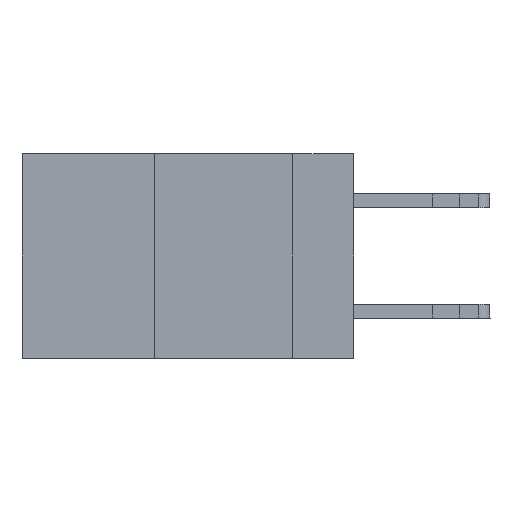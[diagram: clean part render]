
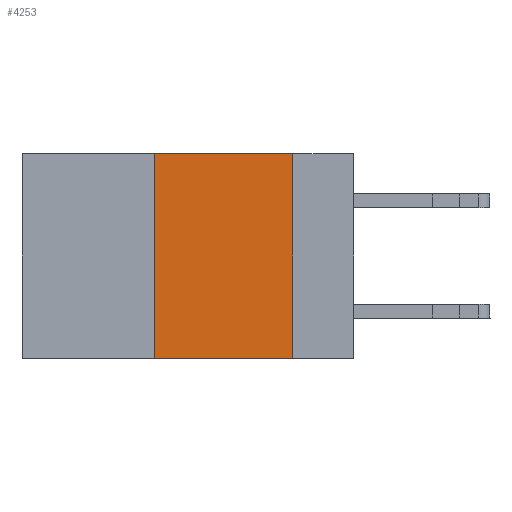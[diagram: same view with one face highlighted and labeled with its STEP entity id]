
A CAD part, left-side view. The second image highlights one B-rep face of the part: STEP entity #4253.
In plain terms, the highlighted planar face has unit normal (-1, 0, 0).
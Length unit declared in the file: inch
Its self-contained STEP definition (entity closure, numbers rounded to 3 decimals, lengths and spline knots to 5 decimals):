
#672 = LINE ( 'NONE', #3343, #20027 ) ;
#1488 = CARTESIAN_POINT ( 'NONE',  ( 0., 0.36, 0. ) ) ;
#1600 = VECTOR ( 'NONE', #13850, 39.37008 ) ;
#1952 = EDGE_CURVE ( 'NONE', #3598, #29329, #13807, .T. ) ;
#3343 = CARTESIAN_POINT ( 'NONE',  ( 0., 0.11, 0. ) ) ;
#3598 = VERTEX_POINT ( 'NONE', #21826 ) ;
#3995 = CARTESIAN_POINT ( 'NONE',  ( 0., 0.6, 0. ) ) ;
#4253 = ADVANCED_FACE ( 'NONE', ( #17870 ), #15510, .F. ) ;
#5963 = LINE ( 'NONE', #8493, #10625 ) ;
#8244 = DIRECTION ( 'NONE',  ( 1., 0., 0. ) ) ;
#8493 = CARTESIAN_POINT ( 'NONE',  ( 0., 0.36, 0. ) ) ;
#10123 = ORIENTED_EDGE ( 'NONE', *, *, #24380, .F. ) ;
#10625 = VECTOR ( 'NONE', #29191, 39.37008 ) ;
#11442 = EDGE_CURVE ( 'NONE', #23852, #28391, #27766, .T. ) ;
#11936 = EDGE_LOOP ( 'NONE', ( #10123, #19578, #13041, #15512 ) ) ;
#13041 = ORIENTED_EDGE ( 'NONE', *, *, #15400, .F. ) ;
#13807 = LINE ( 'NONE', #22260, #1600 ) ;
#13850 = DIRECTION ( 'NONE',  ( 0., -1., 0. ) ) ;
#15400 = EDGE_CURVE ( 'NONE', #3598, #23852, #5963, .T. ) ;
#15510 = PLANE ( 'NONE',  #22142 ) ;
#15512 = ORIENTED_EDGE ( 'NONE', *, *, #1952, .T. ) ;
#17418 = DIRECTION ( 'NONE',  ( 0., 0., -1. ) ) ;
#17870 = FACE_OUTER_BOUND ( 'NONE', #11936, .T. ) ;
#18001 = CARTESIAN_POINT ( 'NONE',  ( 0., 0.11, 0. ) ) ;
#18606 = CARTESIAN_POINT ( 'NONE',  ( 0., 0.11, -0.37 ) ) ;
#19578 = ORIENTED_EDGE ( 'NONE', *, *, #11442, .F. ) ;
#20027 = VECTOR ( 'NONE', #17418, 39.37008 ) ;
#21302 = VECTOR ( 'NONE', #26718, 39.37008 ) ;
#21826 = CARTESIAN_POINT ( 'NONE',  ( 0., 0.36, -0.37 ) ) ;
#22142 = AXIS2_PLACEMENT_3D ( 'NONE', #29322, #8244, #24316 ) ;
#22260 = CARTESIAN_POINT ( 'NONE',  ( 0., 0.6, -0.37 ) ) ;
#23852 = VERTEX_POINT ( 'NONE', #1488 ) ;
#24316 = DIRECTION ( 'NONE',  ( 0., 0., -1. ) ) ;
#24380 = EDGE_CURVE ( 'NONE', #28391, #29329, #672, .T. ) ;
#26718 = DIRECTION ( 'NONE',  ( 0., -1., 0. ) ) ;
#27766 = LINE ( 'NONE', #3995, #21302 ) ;
#28391 = VERTEX_POINT ( 'NONE', #18001 ) ;
#29191 = DIRECTION ( 'NONE',  ( 0., 0., 1. ) ) ;
#29322 = CARTESIAN_POINT ( 'NONE',  ( 0., 0.6, 0. ) ) ;
#29329 = VERTEX_POINT ( 'NONE', #18606 ) ;
